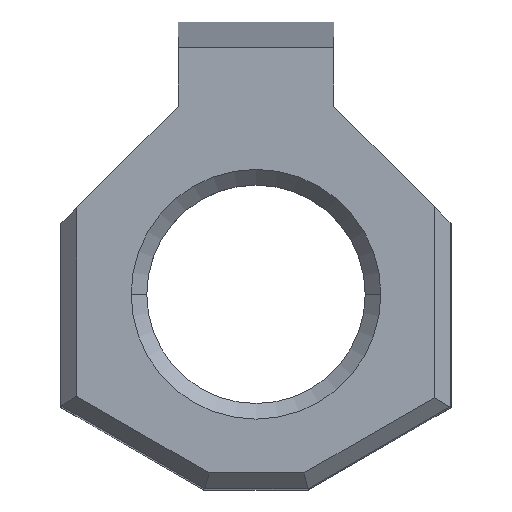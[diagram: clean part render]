
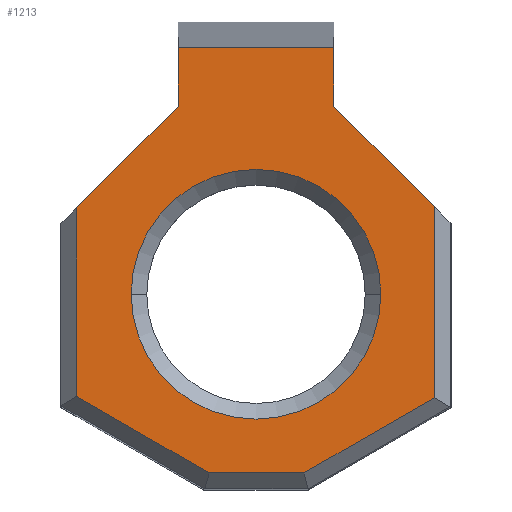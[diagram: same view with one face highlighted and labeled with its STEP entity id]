
A CAD part, top view. The second image highlights one B-rep face of the part: STEP entity #1213.
In plain terms, the highlighted planar face has unit normal (0, 0, 1).
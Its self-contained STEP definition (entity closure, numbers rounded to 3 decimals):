
#38 = EDGE_LOOP ( 'NONE', ( #1191, #1155 ) ) ;
#47 = CARTESIAN_POINT ( 'NONE',  ( -0.997, 4.91, 6.5 ) ) ;
#48 = VERTEX_POINT ( 'NONE', #1181 ) ;
#67 = VECTOR ( 'NONE', #165, 1000. ) ;
#72 = LINE ( 'NONE', #552, #229 ) ;
#89 = ORIENTED_EDGE ( 'NONE', *, *, #377, .T. ) ;
#94 = FACE_OUTER_BOUND ( 'NONE', #348, .T. ) ;
#102 = VECTOR ( 'NONE', #1126, 1000. ) ;
#112 = DIRECTION ( 'NONE',  ( -0.707, 0.707, 0. ) ) ;
#119 = VERTEX_POINT ( 'NONE', #1193 ) ;
#121 = CIRCLE ( 'NONE', #145, 1.6 ) ;
#134 = LINE ( 'NONE', #618, #382 ) ;
#145 = AXIS2_PLACEMENT_3D ( 'NONE', #749, #1129, #173 ) ;
#165 = DIRECTION ( 'NONE',  ( 0.866, 0.5, 0. ) ) ;
#170 = CARTESIAN_POINT ( 'NONE',  ( 0., 2.5, 6.5 ) ) ;
#173 = DIRECTION ( 'NONE',  ( 1., 0., 0. ) ) ;
#180 = AXIS2_PLACEMENT_3D ( 'NONE', #170, #648, #1036 ) ;
#183 = VECTOR ( 'NONE', #846, 1000. ) ;
#224 = ORIENTED_EDGE ( 'NONE', *, *, #1260, .T. ) ;
#229 = VECTOR ( 'NONE', #956, 1000. ) ;
#245 = DIRECTION ( 'NONE',  ( 0.866, -0.5, 0. ) ) ;
#257 = ORIENTED_EDGE ( 'NONE', *, *, #1299, .T. ) ;
#264 = DIRECTION ( 'NONE',  ( 0., -1., 0. ) ) ;
#269 = EDGE_CURVE ( 'NONE', #491, #549, #287, .T. ) ;
#273 = CARTESIAN_POINT ( 'NONE',  ( 2.285, 1.174, 6.5 ) ) ;
#287 = LINE ( 'NONE', #745, #102 ) ;
#348 = EDGE_LOOP ( 'NONE', ( #1169, #701, #974, #89, #695, #257, #743, #612, #1132, #224 ) ) ;
#359 = VECTOR ( 'NONE', #1215, 1000. ) ;
#377 = EDGE_CURVE ( 'NONE', #686, #759, #72, .T. ) ;
#382 = VECTOR ( 'NONE', #1007, 1000. ) ;
#386 = VECTOR ( 'NONE', #264, 1000. ) ;
#406 = LINE ( 'NONE', #841, #359 ) ;
#413 = CARTESIAN_POINT ( 'NONE',  ( 2.285, 3.422, 6.5 ) ) ;
#418 = CARTESIAN_POINT ( 'NONE',  ( -2.3, 3.607, 6.5 ) ) ;
#424 = CARTESIAN_POINT ( 'NONE',  ( -2.3, 1.074, 6.5 ) ) ;
#441 = AXIS2_PLACEMENT_3D ( 'NONE', #973, #1343, #453 ) ;
#453 = DIRECTION ( 'NONE',  ( 1., 0., 0. ) ) ;
#491 = VERTEX_POINT ( 'NONE', #792 ) ;
#496 = CARTESIAN_POINT ( 'NONE',  ( -2.3, 1.191, 6.5 ) ) ;
#503 = CIRCLE ( 'NONE', #180, 1.6 ) ;
#529 = VECTOR ( 'NONE', #856, 1000. ) ;
#544 = VECTOR ( 'NONE', #112, 1000. ) ;
#549 = VERTEX_POINT ( 'NONE', #1091 ) ;
#552 = CARTESIAN_POINT ( 'NONE',  ( -2.5, 3.407, 6.5 ) ) ;
#574 = EDGE_CURVE ( 'NONE', #119, #1067, #134, .T. ) ;
#575 = PLANE ( 'NONE',  #441 ) ;
#580 = CARTESIAN_POINT ( 'NONE',  ( 1.6, 2.5, 6.5 ) ) ;
#595 = EDGE_CURVE ( 'NONE', #1067, #686, #821, .T. ) ;
#612 = ORIENTED_EDGE ( 'NONE', *, *, #1038, .T. ) ;
#618 = CARTESIAN_POINT ( 'NONE',  ( 0., 5.659, 6.5 ) ) ;
#644 = CARTESIAN_POINT ( 'NONE',  ( 0.997, 4.91, 6.5 ) ) ;
#646 = VECTOR ( 'NONE', #245, 1000. ) ;
#648 = DIRECTION ( 'NONE',  ( 0., 0., -1. ) ) ;
#686 = VERTEX_POINT ( 'NONE', #47 ) ;
#695 = ORIENTED_EDGE ( 'NONE', *, *, #787, .T. ) ;
#700 = LINE ( 'NONE', #1081, #544 ) ;
#701 = ORIENTED_EDGE ( 'NONE', *, *, #574, .T. ) ;
#715 = EDGE_CURVE ( 'NONE', #1055, #119, #406, .T. ) ;
#734 = EDGE_CURVE ( 'NONE', #48, #885, #503, .T. ) ;
#740 = EDGE_CURVE ( 'NONE', #987, #1269, #1310, .T. ) ;
#743 = ORIENTED_EDGE ( 'NONE', *, *, #269, .T. ) ;
#744 = LINE ( 'NONE', #1124, #67 ) ;
#745 = CARTESIAN_POINT ( 'NONE',  ( 0.668, 0.21, 6.5 ) ) ;
#749 = CARTESIAN_POINT ( 'NONE',  ( 0., 2.5, 6.5 ) ) ;
#759 = VERTEX_POINT ( 'NONE', #418 ) ;
#778 = FACE_BOUND ( 'NONE', #38, .T. ) ;
#787 = EDGE_CURVE ( 'NONE', #759, #1339, #1320, .T. ) ;
#792 = CARTESIAN_POINT ( 'NONE',  ( -0.6, 0.21, 6.5 ) ) ;
#809 = LINE ( 'NONE', #1183, #646 ) ;
#821 = LINE ( 'NONE', #1194, #386 ) ;
#841 = CARTESIAN_POINT ( 'NONE',  ( 0.997, 4.91, 6.5 ) ) ;
#846 = DIRECTION ( 'NONE',  ( 0., 1., 0. ) ) ;
#856 = DIRECTION ( 'NONE',  ( 0., -1., 0. ) ) ;
#885 = VERTEX_POINT ( 'NONE', #580 ) ;
#956 = DIRECTION ( 'NONE',  ( -0.707, -0.707, 0. ) ) ;
#973 = CARTESIAN_POINT ( 'NONE',  ( 0., 0., 6.5 ) ) ;
#974 = ORIENTED_EDGE ( 'NONE', *, *, #595, .T. ) ;
#987 = VERTEX_POINT ( 'NONE', #273 ) ;
#1007 = DIRECTION ( 'NONE',  ( -1., 0., 0. ) ) ;
#1036 = DIRECTION ( 'NONE',  ( 1., 0., 0. ) ) ;
#1038 = EDGE_CURVE ( 'NONE', #549, #987, #744, .T. ) ;
#1055 = VERTEX_POINT ( 'NONE', #644 ) ;
#1067 = VERTEX_POINT ( 'NONE', #1308 ) ;
#1081 = CARTESIAN_POINT ( 'NONE',  ( 2.5, 3.407, 6.5 ) ) ;
#1089 = EDGE_CURVE ( 'NONE', #885, #48, #121, .T. ) ;
#1091 = CARTESIAN_POINT ( 'NONE',  ( 0.614, 0.21, 6.5 ) ) ;
#1124 = CARTESIAN_POINT ( 'NONE',  ( 2.384, 1.232, 6.5 ) ) ;
#1126 = DIRECTION ( 'NONE',  ( 1., 0., 0. ) ) ;
#1129 = DIRECTION ( 'NONE',  ( 0., 0., -1. ) ) ;
#1132 = ORIENTED_EDGE ( 'NONE', *, *, #740, .T. ) ;
#1155 = ORIENTED_EDGE ( 'NONE', *, *, #734, .T. ) ;
#1169 = ORIENTED_EDGE ( 'NONE', *, *, #715, .T. ) ;
#1181 = CARTESIAN_POINT ( 'NONE',  ( -1.6, 2.5, 6.5 ) ) ;
#1183 = CARTESIAN_POINT ( 'NONE',  ( -0.554, 0.183, 6.5 ) ) ;
#1191 = ORIENTED_EDGE ( 'NONE', *, *, #1089, .T. ) ;
#1193 = CARTESIAN_POINT ( 'NONE',  ( 0.997, 5.659, 6.5 ) ) ;
#1194 = CARTESIAN_POINT ( 'NONE',  ( -0.997, 4.91, 6.5 ) ) ;
#1213 = ADVANCED_FACE ( 'NONE', ( #778, #94 ), #575, .T. ) ;
#1215 = DIRECTION ( 'NONE',  ( 0., 1., 0. ) ) ;
#1260 = EDGE_CURVE ( 'NONE', #1269, #1055, #700, .T. ) ;
#1267 = CARTESIAN_POINT ( 'NONE',  ( 2.285, 3.622, 6.5 ) ) ;
#1269 = VERTEX_POINT ( 'NONE', #1267 ) ;
#1299 = EDGE_CURVE ( 'NONE', #1339, #491, #809, .T. ) ;
#1308 = CARTESIAN_POINT ( 'NONE',  ( -0.997, 5.659, 6.5 ) ) ;
#1310 = LINE ( 'NONE', #413, #183 ) ;
#1320 = LINE ( 'NONE', #424, #529 ) ;
#1339 = VERTEX_POINT ( 'NONE', #496 ) ;
#1343 = DIRECTION ( 'NONE',  ( 0., 0., 1. ) ) ;
